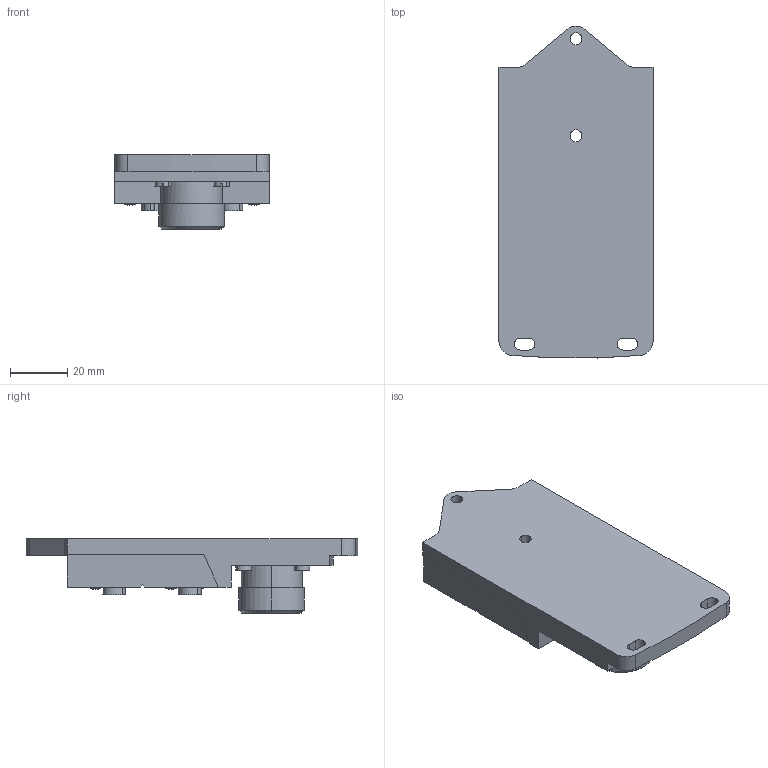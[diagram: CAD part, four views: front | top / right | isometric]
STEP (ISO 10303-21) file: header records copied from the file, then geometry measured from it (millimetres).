
FILE_DESCRIPTION((''),'2;1');
FILE_NAME('DM_CAD-2163_403770','2015-08-24T',('Creinig-se'),(''),'PRO/ENGINEER BY PARAMETRIC TECHNOLOGY CORPORATION, 2013050','PRO/ENGINEER BY PARAMETRIC TECHNOLOGY CORPORATION, 2013050','');
FILE_SCHEMA(('CONFIG_CONTROL_DESIGN'));
Length unit declared in the file: millimetre
Products named in the file (1): DM_CAD-2163_403770
Bounding box: 54 x 116.39 x 26.11 mm (x, y, z)
Volume: 76671.7 mm3; surface area: 21141.4 mm2
Topology: 1 solids, 1 shells, 831 faces, 2408 edges, 1632 vertices
Faces by surface type: plane 598, cylinder 141, sphere 42, cone 26, bspline 24
Entity records: 38336 total; most frequent: CARTESIAN_POINT 5494, ORIENTED_EDGE 4732, DIRECTION 4444, PRESENTATION_STYLE_ASSIGNMENT 2726, STYLED_ITEM 2367, CURVE_STYLE 2366, EDGE_CURVE 2366, VECTOR 1886
